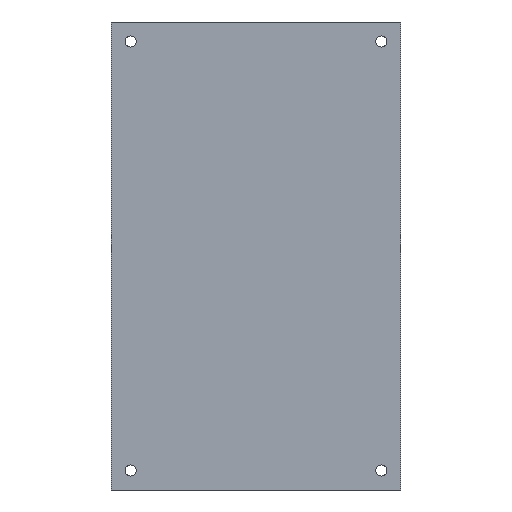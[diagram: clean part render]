
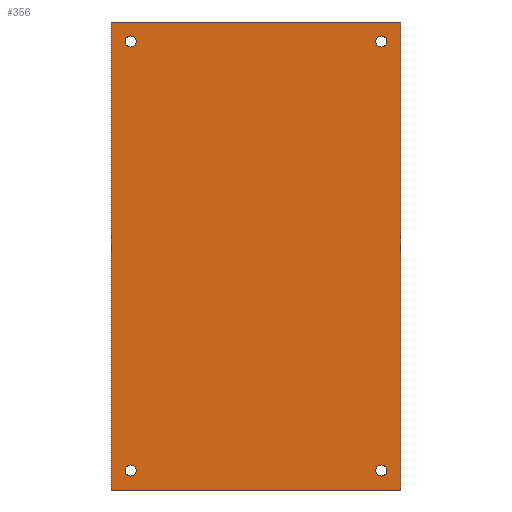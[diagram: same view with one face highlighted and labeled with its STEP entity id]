
A CAD part, front view. The second image highlights one B-rep face of the part: STEP entity #356.
In plain terms, the highlighted planar face has unit normal (0, -1, 0).
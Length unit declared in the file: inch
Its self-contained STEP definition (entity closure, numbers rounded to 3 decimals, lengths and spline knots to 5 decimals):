
#5 = FACE_BOUND ( 'NONE', #438, .T. ) ;
#6 = EDGE_CURVE ( 'NONE', #77, #426, #133, .T. ) ;
#9 = CIRCLE ( 'NONE', #350, 0.25 ) ;
#10 = ORIENTED_EDGE ( 'NONE', *, *, #151, .F. ) ;
#16 = VERTEX_POINT ( 'NONE', #505 ) ;
#17 = CARTESIAN_POINT ( 'NONE',  ( 6.5, 0., -10.5 ) ) ;
#19 = DIRECTION ( 'NONE',  ( -1., 0., 0. ) ) ;
#31 = EDGE_LOOP ( 'NONE', ( #205, #396 ) ) ;
#45 = DIRECTION ( 'NONE',  ( 0., 1., 0. ) ) ;
#51 = AXIS2_PLACEMENT_3D ( 'NONE', #95, #511, #56 ) ;
#52 = CARTESIAN_POINT ( 'NONE',  ( -6.5, 0., -10.5 ) ) ;
#56 = DIRECTION ( 'NONE',  ( 0., 0., -1. ) ) ;
#60 = VERTEX_POINT ( 'NONE', #499 ) ;
#61 = CARTESIAN_POINT ( 'NONE',  ( -6.5, 0., 10.5 ) ) ;
#69 = EDGE_CURVE ( 'NONE', #121, #91, #237, .T. ) ;
#70 = CIRCLE ( 'NONE', #161, 0.25 ) ;
#76 = EDGE_CURVE ( 'NONE', #352, #257, #506, .T. ) ;
#77 = VERTEX_POINT ( 'NONE', #83 ) ;
#78 = ORIENTED_EDGE ( 'NONE', *, *, #473, .T. ) ;
#79 = CIRCLE ( 'NONE', #127, 0.25 ) ;
#83 = CARTESIAN_POINT ( 'NONE',  ( -6.5, 0., 10.5 ) ) ;
#86 = EDGE_CURVE ( 'NONE', #257, #352, #70, .T. ) ;
#89 = DIRECTION ( 'NONE',  ( 0., 0., -1. ) ) ;
#91 = VERTEX_POINT ( 'NONE', #212 ) ;
#95 = CARTESIAN_POINT ( 'NONE',  ( 5.625, 0., -9.625 ) ) ;
#112 = FACE_OUTER_BOUND ( 'NONE', #239, .T. ) ;
#117 = EDGE_CURVE ( 'NONE', #60, #16, #409, .T. ) ;
#119 = DIRECTION ( 'NONE',  ( 0., 1., 0. ) ) ;
#121 = VERTEX_POINT ( 'NONE', #343 ) ;
#127 = AXIS2_PLACEMENT_3D ( 'NONE', #447, #450, #322 ) ;
#128 = CARTESIAN_POINT ( 'NONE',  ( -5.625, 0., -9.625 ) ) ;
#133 = LINE ( 'NONE', #302, #394 ) ;
#140 = VECTOR ( 'NONE', #269, 39.37008 ) ;
#142 = EDGE_CURVE ( 'NONE', #231, #77, #270, .T. ) ;
#151 = EDGE_CURVE ( 'NONE', #482, #231, #474, .T. ) ;
#153 = VECTOR ( 'NONE', #307, 39.37008 ) ;
#157 = EDGE_CURVE ( 'NONE', #426, #482, #176, .T. ) ;
#161 = AXIS2_PLACEMENT_3D ( 'NONE', #128, #503, #89 ) ;
#171 = CARTESIAN_POINT ( 'NONE',  ( 5.625, 0., 9.625 ) ) ;
#175 = CARTESIAN_POINT ( 'NONE',  ( -6.5, 0., -10.5 ) ) ;
#176 = LINE ( 'NONE', #17, #140 ) ;
#186 = DIRECTION ( 'NONE',  ( 0., 0., -1. ) ) ;
#188 = DIRECTION ( 'NONE',  ( 0., 1., 0. ) ) ;
#189 = CARTESIAN_POINT ( 'NONE',  ( -5.625, 0., -9.875 ) ) ;
#194 = PLANE ( 'NONE',  #363 ) ;
#199 = ORIENTED_EDGE ( 'NONE', *, *, #142, .F. ) ;
#205 = ORIENTED_EDGE ( 'NONE', *, *, #117, .T. ) ;
#212 = CARTESIAN_POINT ( 'NONE',  ( 5.625, 0., 9.375 ) ) ;
#215 = ORIENTED_EDGE ( 'NONE', *, *, #6, .F. ) ;
#216 = VERTEX_POINT ( 'NONE', #510 ) ;
#221 = DIRECTION ( 'NONE',  ( 0., 0., -1. ) ) ;
#222 = AXIS2_PLACEMENT_3D ( 'NONE', #297, #45, #465 ) ;
#231 = VERTEX_POINT ( 'NONE', #175 ) ;
#235 = DIRECTION ( 'NONE',  ( 0., -1., 0. ) ) ;
#237 = CIRCLE ( 'NONE', #339, 0.25 ) ;
#239 = EDGE_LOOP ( 'NONE', ( #387, #215, #199, #10 ) ) ;
#241 = CARTESIAN_POINT ( 'NONE',  ( 5.625, 0., -9.625 ) ) ;
#247 = ORIENTED_EDGE ( 'NONE', *, *, #76, .T. ) ;
#256 = VECTOR ( 'NONE', #19, 39.37008 ) ;
#257 = VERTEX_POINT ( 'NONE', #348 ) ;
#262 = EDGE_CURVE ( 'NONE', #431, #216, #9, .T. ) ;
#265 = CIRCLE ( 'NONE', #308, 0.25 ) ;
#269 = DIRECTION ( 'NONE',  ( 0., 0., -1. ) ) ;
#270 = LINE ( 'NONE', #61, #153 ) ;
#272 = FACE_BOUND ( 'NONE', #376, .T. ) ;
#273 = CARTESIAN_POINT ( 'NONE',  ( -5.625, 0., 9.875 ) ) ;
#280 = ORIENTED_EDGE ( 'NONE', *, *, #373, .T. ) ;
#297 = CARTESIAN_POINT ( 'NONE',  ( -5.625, 0., -9.625 ) ) ;
#302 = CARTESIAN_POINT ( 'NONE',  ( 6.5, 0., 10.5 ) ) ;
#306 = FACE_BOUND ( 'NONE', #464, .T. ) ;
#307 = DIRECTION ( 'NONE',  ( 0., 0., 1. ) ) ;
#308 = AXIS2_PLACEMENT_3D ( 'NONE', #241, #119, #364 ) ;
#318 = DIRECTION ( 'NONE',  ( 0., 0., -1. ) ) ;
#319 = FACE_BOUND ( 'NONE', #31, .T. ) ;
#322 = DIRECTION ( 'NONE',  ( 0., 0., -1. ) ) ;
#339 = AXIS2_PLACEMENT_3D ( 'NONE', #171, #497, #341 ) ;
#341 = DIRECTION ( 'NONE',  ( 0., 0., -1. ) ) ;
#343 = CARTESIAN_POINT ( 'NONE',  ( 5.625, 0., 9.875 ) ) ;
#348 = CARTESIAN_POINT ( 'NONE',  ( -5.625, 0., -9.375 ) ) ;
#350 = AXIS2_PLACEMENT_3D ( 'NONE', #388, #429, #221 ) ;
#352 = VERTEX_POINT ( 'NONE', #189 ) ;
#356 = ADVANCED_FACE ( 'NONE', ( #112, #272, #319, #306, #5 ), #194, .T. ) ;
#362 = CARTESIAN_POINT ( 'NONE',  ( -6.5, 0., -10.5 ) ) ;
#363 = AXIS2_PLACEMENT_3D ( 'NONE', #362, #235, #186 ) ;
#364 = DIRECTION ( 'NONE',  ( 0., 0., -1. ) ) ;
#373 = EDGE_CURVE ( 'NONE', #216, #431, #478, .T. ) ;
#376 = EDGE_LOOP ( 'NONE', ( #78, #513 ) ) ;
#386 = DIRECTION ( 'NONE',  ( 1., 0., 0. ) ) ;
#387 = ORIENTED_EDGE ( 'NONE', *, *, #157, .F. ) ;
#388 = CARTESIAN_POINT ( 'NONE',  ( -5.625, 0., 9.625 ) ) ;
#394 = VECTOR ( 'NONE', #386, 39.37008 ) ;
#396 = ORIENTED_EDGE ( 'NONE', *, *, #504, .T. ) ;
#406 = CARTESIAN_POINT ( 'NONE',  ( 6.5, 0., 10.5 ) ) ;
#409 = CIRCLE ( 'NONE', #51, 0.25 ) ;
#411 = ORIENTED_EDGE ( 'NONE', *, *, #262, .T. ) ;
#426 = VERTEX_POINT ( 'NONE', #406 ) ;
#429 = DIRECTION ( 'NONE',  ( 0., 1., 0. ) ) ;
#431 = VERTEX_POINT ( 'NONE', #273 ) ;
#438 = EDGE_LOOP ( 'NONE', ( #280, #411 ) ) ;
#447 = CARTESIAN_POINT ( 'NONE',  ( 5.625, 0., 9.625 ) ) ;
#450 = DIRECTION ( 'NONE',  ( 0., 1., 0. ) ) ;
#464 = EDGE_LOOP ( 'NONE', ( #247, #514 ) ) ;
#465 = DIRECTION ( 'NONE',  ( 0., 0., -1. ) ) ;
#473 = EDGE_CURVE ( 'NONE', #91, #121, #79, .T. ) ;
#474 = LINE ( 'NONE', #52, #256 ) ;
#478 = CIRCLE ( 'NONE', #480, 0.25 ) ;
#480 = AXIS2_PLACEMENT_3D ( 'NONE', #523, #188, #318 ) ;
#482 = VERTEX_POINT ( 'NONE', #524 ) ;
#497 = DIRECTION ( 'NONE',  ( 0., 1., 0. ) ) ;
#499 = CARTESIAN_POINT ( 'NONE',  ( 5.625, 0., -9.875 ) ) ;
#503 = DIRECTION ( 'NONE',  ( 0., 1., 0. ) ) ;
#504 = EDGE_CURVE ( 'NONE', #16, #60, #265, .T. ) ;
#505 = CARTESIAN_POINT ( 'NONE',  ( 5.625, 0., -9.375 ) ) ;
#506 = CIRCLE ( 'NONE', #222, 0.25 ) ;
#510 = CARTESIAN_POINT ( 'NONE',  ( -5.625, 0., 9.375 ) ) ;
#511 = DIRECTION ( 'NONE',  ( 0., 1., 0. ) ) ;
#513 = ORIENTED_EDGE ( 'NONE', *, *, #69, .T. ) ;
#514 = ORIENTED_EDGE ( 'NONE', *, *, #86, .T. ) ;
#523 = CARTESIAN_POINT ( 'NONE',  ( -5.625, 0., 9.625 ) ) ;
#524 = CARTESIAN_POINT ( 'NONE',  ( 6.5, 0., -10.5 ) ) ;
